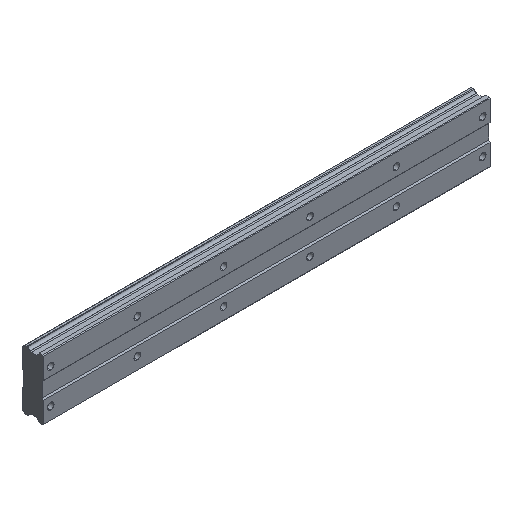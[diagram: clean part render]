
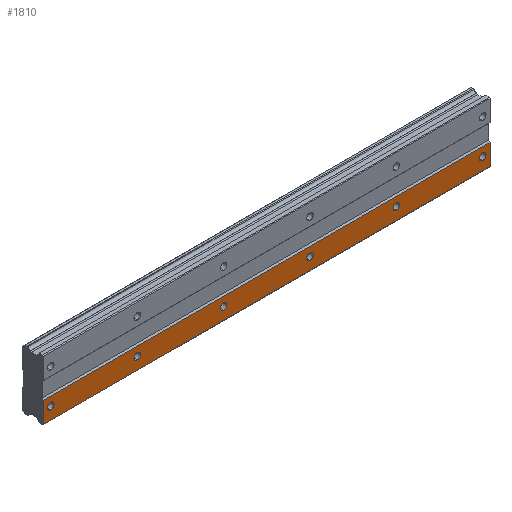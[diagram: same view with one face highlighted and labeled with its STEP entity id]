
A CAD part, isometric view. The second image highlights one B-rep face of the part: STEP entity #1810.
In plain terms, the highlighted planar face has unit normal (0, -1, 0).
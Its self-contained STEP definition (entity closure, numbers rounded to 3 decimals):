
#11 = DIRECTION ( 'NONE',  ( 0., 0., -1. ) ) ;
#39 = DIRECTION ( 'NONE',  ( 0., -1., 0. ) ) ;
#56 = AXIS2_PLACEMENT_3D ( 'NONE', #771, #2662, #546 ) ;
#59 = EDGE_CURVE ( 'NONE', #1301, #289, #559, .T. ) ;
#63 = DIRECTION ( 'NONE',  ( 0., -1., 0. ) ) ;
#65 = ORIENTED_EDGE ( 'NONE', *, *, #2661, .F. ) ;
#86 = LINE ( 'NONE', #3009, #315 ) ;
#142 = DIRECTION ( 'NONE',  ( 0., 0., 1. ) ) ;
#145 = AXIS2_PLACEMENT_3D ( 'NONE', #474, #39, #1908 ) ;
#154 = DIRECTION ( 'NONE',  ( 0., -1., 0. ) ) ;
#188 = PLANE ( 'NONE',  #2715 ) ;
#211 = ORIENTED_EDGE ( 'NONE', *, *, #2794, .F. ) ;
#216 = AXIS2_PLACEMENT_3D ( 'NONE', #675, #1604, #2534 ) ;
#247 = CARTESIAN_POINT ( 'NONE',  ( -5., 0., -20.5 ) ) ;
#261 = VERTEX_POINT ( 'NONE', #912 ) ;
#289 = VERTEX_POINT ( 'NONE', #1666 ) ;
#309 = CARTESIAN_POINT ( 'NONE',  ( -5., 0., -6. ) ) ;
#315 = VECTOR ( 'NONE', #1547, 1000. ) ;
#324 = EDGE_LOOP ( 'NONE', ( #1212, #65 ) ) ;
#335 = EDGE_LOOP ( 'NONE', ( #1672, #1500 ) ) ;
#352 = VERTEX_POINT ( 'NONE', #2190 ) ;
#366 = VECTOR ( 'NONE', #11, 1000. ) ;
#392 = CIRCLE ( 'NONE', #56, 2.25 ) ;
#394 = DIRECTION ( 'NONE',  ( 0., 0., 1. ) ) ;
#461 = LINE ( 'NONE', #1390, #366 ) ;
#467 = VERTEX_POINT ( 'NONE', #2693 ) ;
#474 = CARTESIAN_POINT ( 'NONE',  ( 60., 0., -12. ) ) ;
#476 = FACE_OUTER_BOUND ( 'NONE', #1057, .T. ) ;
#532 = EDGE_LOOP ( 'NONE', ( #2656, #2525 ) ) ;
#546 = DIRECTION ( 'NONE',  ( 0., 0., 1. ) ) ;
#559 = CIRCLE ( 'NONE', #2276, 2.25 ) ;
#566 = CIRCLE ( 'NONE', #568, 2.25 ) ;
#568 = AXIS2_PLACEMENT_3D ( 'NONE', #2091, #154, #872 ) ;
#609 = VERTEX_POINT ( 'NONE', #2631 ) ;
#622 = EDGE_LOOP ( 'NONE', ( #211, #1696 ) ) ;
#631 = CARTESIAN_POINT ( 'NONE',  ( 120., 0., -12. ) ) ;
#635 = CARTESIAN_POINT ( 'NONE',  ( 60., 0., -14.25 ) ) ;
#639 = EDGE_CURVE ( 'NONE', #2839, #261, #566, .T. ) ;
#675 = CARTESIAN_POINT ( 'NONE',  ( 240., 0., -12. ) ) ;
#679 = LINE ( 'NONE', #913, #2371 ) ;
#771 = CARTESIAN_POINT ( 'NONE',  ( 240., 0., -12. ) ) ;
#778 = CARTESIAN_POINT ( 'NONE',  ( 180., 0., -12. ) ) ;
#784 = EDGE_CURVE ( 'NONE', #352, #868, #1440, .T. ) ;
#786 = AXIS2_PLACEMENT_3D ( 'NONE', #936, #1896, #1663 ) ;
#799 = AXIS2_PLACEMENT_3D ( 'NONE', #1939, #956, #2188 ) ;
#826 = AXIS2_PLACEMENT_3D ( 'NONE', #778, #1209, #2867 ) ;
#831 = CIRCLE ( 'NONE', #786, 2.25 ) ;
#844 = CIRCLE ( 'NONE', #799, 2.25 ) ;
#852 = AXIS2_PLACEMENT_3D ( 'NONE', #1927, #63, #1436 ) ;
#856 = EDGE_CURVE ( 'NONE', #261, #2839, #844, .T. ) ;
#862 = DIRECTION ( 'NONE',  ( 0., -1., 0. ) ) ;
#868 = VERTEX_POINT ( 'NONE', #1703 ) ;
#872 = DIRECTION ( 'NONE',  ( 0., 0., 1. ) ) ;
#912 = CARTESIAN_POINT ( 'NONE',  ( 0., 0., -14.25 ) ) ;
#913 = CARTESIAN_POINT ( 'NONE',  ( 305., 0., -20.5 ) ) ;
#936 = CARTESIAN_POINT ( 'NONE',  ( 180., 0., -12. ) ) ;
#956 = DIRECTION ( 'NONE',  ( 0., -1., 0. ) ) ;
#965 = CARTESIAN_POINT ( 'NONE',  ( 305., 0., -20.5 ) ) ;
#978 = AXIS2_PLACEMENT_3D ( 'NONE', #2669, #2154, #2419 ) ;
#992 = EDGE_CURVE ( 'NONE', #1094, #1059, #86, .T. ) ;
#1057 = EDGE_LOOP ( 'NONE', ( #2793, #2017, #2134, #2735 ) ) ;
#1059 = VERTEX_POINT ( 'NONE', #2252 ) ;
#1076 = VERTEX_POINT ( 'NONE', #635 ) ;
#1094 = VERTEX_POINT ( 'NONE', #1396 ) ;
#1114 = VERTEX_POINT ( 'NONE', #247 ) ;
#1122 = DIRECTION ( 'NONE',  ( 0., 1., 0. ) ) ;
#1152 = VERTEX_POINT ( 'NONE', #2904 ) ;
#1209 = DIRECTION ( 'NONE',  ( 0., -1., 0. ) ) ;
#1212 = ORIENTED_EDGE ( 'NONE', *, *, #1288, .F. ) ;
#1288 = EDGE_CURVE ( 'NONE', #609, #1076, #1490, .T. ) ;
#1301 = VERTEX_POINT ( 'NONE', #2741 ) ;
#1354 = VERTEX_POINT ( 'NONE', #1841 ) ;
#1390 = CARTESIAN_POINT ( 'NONE',  ( 305., 0., -6. ) ) ;
#1396 = CARTESIAN_POINT ( 'NONE',  ( -5., 0., -6. ) ) ;
#1436 = DIRECTION ( 'NONE',  ( 0., 0., 1. ) ) ;
#1440 = CIRCLE ( 'NONE', #216, 2.25 ) ;
#1445 = LINE ( 'NONE', #309, #1982 ) ;
#1469 = CIRCLE ( 'NONE', #978, 2.25 ) ;
#1490 = CIRCLE ( 'NONE', #1698, 2.25 ) ;
#1495 = EDGE_CURVE ( 'NONE', #1059, #2217, #461, .T. ) ;
#1500 = ORIENTED_EDGE ( 'NONE', *, *, #2831, .F. ) ;
#1547 = DIRECTION ( 'NONE',  ( 1., 0., 0. ) ) ;
#1550 = EDGE_CURVE ( 'NONE', #1819, #1152, #1801, .T. ) ;
#1588 = FACE_BOUND ( 'NONE', #1988, .T. ) ;
#1604 = DIRECTION ( 'NONE',  ( 0., -1., 0. ) ) ;
#1611 = ORIENTED_EDGE ( 'NONE', *, *, #2699, .F. ) ;
#1622 = CIRCLE ( 'NONE', #145, 2.25 ) ;
#1637 = DIRECTION ( 'NONE',  ( 0., 0., 1. ) ) ;
#1647 = EDGE_LOOP ( 'NONE', ( #1962, #1611 ) ) ;
#1663 = DIRECTION ( 'NONE',  ( 0., 0., 1. ) ) ;
#1666 = CARTESIAN_POINT ( 'NONE',  ( 300., 0., -9.75 ) ) ;
#1672 = ORIENTED_EDGE ( 'NONE', *, *, #1550, .F. ) ;
#1696 = ORIENTED_EDGE ( 'NONE', *, *, #2533, .F. ) ;
#1698 = AXIS2_PLACEMENT_3D ( 'NONE', #2029, #2974, #394 ) ;
#1703 = CARTESIAN_POINT ( 'NONE',  ( 240., 0., -14.25 ) ) ;
#1801 = CIRCLE ( 'NONE', #852, 2.25 ) ;
#1810 = ADVANCED_FACE ( 'NONE', ( #476, #1588, #2056, #2536, #1899, #2834, #2292 ), #188, .F. ) ;
#1819 = VERTEX_POINT ( 'NONE', #2550 ) ;
#1841 = CARTESIAN_POINT ( 'NONE',  ( 180., 0., -9.75 ) ) ;
#1872 = DIRECTION ( 'NONE',  ( -1., 0., 0. ) ) ;
#1896 = DIRECTION ( 'NONE',  ( 0., -1., 0. ) ) ;
#1899 = FACE_BOUND ( 'NONE', #622, .T. ) ;
#1908 = DIRECTION ( 'NONE',  ( 0., 0., 1. ) ) ;
#1927 = CARTESIAN_POINT ( 'NONE',  ( 120., 0., -12. ) ) ;
#1939 = CARTESIAN_POINT ( 'NONE',  ( 0., 0., -12. ) ) ;
#1962 = ORIENTED_EDGE ( 'NONE', *, *, #784, .F. ) ;
#1982 = VECTOR ( 'NONE', #2924, 1000. ) ;
#1988 = EDGE_LOOP ( 'NONE', ( #2923, #2795 ) ) ;
#2017 = ORIENTED_EDGE ( 'NONE', *, *, #1495, .F. ) ;
#2028 = DIRECTION ( 'NONE',  ( 0., 0., 1. ) ) ;
#2029 = CARTESIAN_POINT ( 'NONE',  ( 60., 0., -12. ) ) ;
#2056 = FACE_BOUND ( 'NONE', #532, .T. ) ;
#2091 = CARTESIAN_POINT ( 'NONE',  ( 0., 0., -12. ) ) ;
#2134 = ORIENTED_EDGE ( 'NONE', *, *, #992, .F. ) ;
#2154 = DIRECTION ( 'NONE',  ( 0., -1., 0. ) ) ;
#2160 = EDGE_CURVE ( 'NONE', #1114, #1094, #1445, .T. ) ;
#2188 = DIRECTION ( 'NONE',  ( 0., 0., 1. ) ) ;
#2190 = CARTESIAN_POINT ( 'NONE',  ( 240., 0., -9.75 ) ) ;
#2217 = VERTEX_POINT ( 'NONE', #965 ) ;
#2252 = CARTESIAN_POINT ( 'NONE',  ( 305., 0., -6. ) ) ;
#2276 = AXIS2_PLACEMENT_3D ( 'NONE', #2697, #2708, #142 ) ;
#2292 = FACE_BOUND ( 'NONE', #324, .T. ) ;
#2371 = VECTOR ( 'NONE', #1872, 1000. ) ;
#2419 = DIRECTION ( 'NONE',  ( 0., 0., 1. ) ) ;
#2478 = EDGE_CURVE ( 'NONE', #289, #1301, #1469, .T. ) ;
#2525 = ORIENTED_EDGE ( 'NONE', *, *, #59, .F. ) ;
#2533 = EDGE_CURVE ( 'NONE', #467, #1354, #2760, .T. ) ;
#2534 = DIRECTION ( 'NONE',  ( 0., 0., 1. ) ) ;
#2536 = FACE_BOUND ( 'NONE', #1647, .T. ) ;
#2550 = CARTESIAN_POINT ( 'NONE',  ( 120., 0., -9.75 ) ) ;
#2619 = CIRCLE ( 'NONE', #2915, 2.25 ) ;
#2631 = CARTESIAN_POINT ( 'NONE',  ( 60., 0., -9.75 ) ) ;
#2656 = ORIENTED_EDGE ( 'NONE', *, *, #2478, .F. ) ;
#2661 = EDGE_CURVE ( 'NONE', #1076, #609, #1622, .T. ) ;
#2662 = DIRECTION ( 'NONE',  ( 0., -1., 0. ) ) ;
#2669 = CARTESIAN_POINT ( 'NONE',  ( 300., 0., -12. ) ) ;
#2693 = CARTESIAN_POINT ( 'NONE',  ( 180., 0., -14.25 ) ) ;
#2697 = CARTESIAN_POINT ( 'NONE',  ( 300., 0., -12. ) ) ;
#2699 = EDGE_CURVE ( 'NONE', #868, #352, #392, .T. ) ;
#2708 = DIRECTION ( 'NONE',  ( 0., -1., 0. ) ) ;
#2715 = AXIS2_PLACEMENT_3D ( 'NONE', #3000, #1122, #1637 ) ;
#2735 = ORIENTED_EDGE ( 'NONE', *, *, #2160, .F. ) ;
#2741 = CARTESIAN_POINT ( 'NONE',  ( 300., 0., -14.25 ) ) ;
#2760 = CIRCLE ( 'NONE', #826, 2.25 ) ;
#2793 = ORIENTED_EDGE ( 'NONE', *, *, #3044, .F. ) ;
#2794 = EDGE_CURVE ( 'NONE', #1354, #467, #831, .T. ) ;
#2795 = ORIENTED_EDGE ( 'NONE', *, *, #856, .F. ) ;
#2831 = EDGE_CURVE ( 'NONE', #1152, #1819, #2619, .T. ) ;
#2834 = FACE_BOUND ( 'NONE', #335, .T. ) ;
#2839 = VERTEX_POINT ( 'NONE', #2959 ) ;
#2867 = DIRECTION ( 'NONE',  ( 0., 0., 1. ) ) ;
#2904 = CARTESIAN_POINT ( 'NONE',  ( 120., 0., -14.25 ) ) ;
#2915 = AXIS2_PLACEMENT_3D ( 'NONE', #631, #862, #2028 ) ;
#2923 = ORIENTED_EDGE ( 'NONE', *, *, #639, .F. ) ;
#2924 = DIRECTION ( 'NONE',  ( 0., 0., 1. ) ) ;
#2959 = CARTESIAN_POINT ( 'NONE',  ( 0., 0., -9.75 ) ) ;
#2974 = DIRECTION ( 'NONE',  ( 0., -1., 0. ) ) ;
#3000 = CARTESIAN_POINT ( 'NONE',  ( 305., 0., -6. ) ) ;
#3009 = CARTESIAN_POINT ( 'NONE',  ( 305., 0., -6. ) ) ;
#3044 = EDGE_CURVE ( 'NONE', #2217, #1114, #679, .T. ) ;
